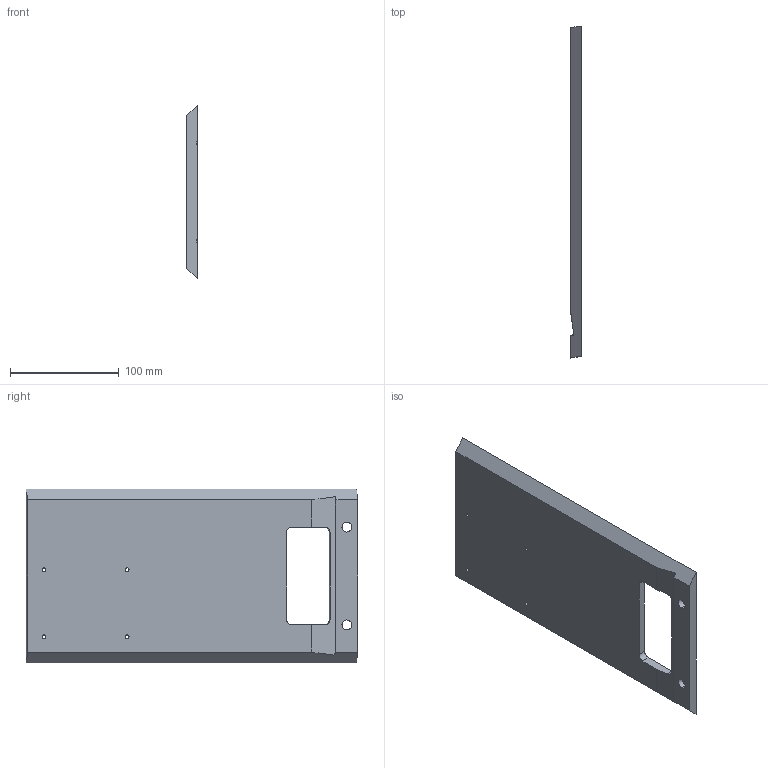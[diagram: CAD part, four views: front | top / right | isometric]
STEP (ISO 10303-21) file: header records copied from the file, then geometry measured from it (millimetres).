
FILE_DESCRIPTION (( 'STEP AP203' ), '1' );
FILE_NAME ('PB4.01.01.011 - side bottom panel.STEP', '2020-04-23T18:57:40', ( '' ), ( '' ), 'SwSTEP 2.0', 'SolidWorks 2018', '' );
FILE_SCHEMA (( 'CONFIG_CONTROL_DESIGN' ));
Length unit declared in the file: millimetre
Products named in the file (1): PB4.01.01.011 - side bottom panel
Bounding box: 10 x 305.41 x 160 mm (x, y, z)
Volume: 413371.1 mm3; surface area: 98687.5 mm2
Topology: 1 solids, 1 shells, 66 faces, 159 edges, 98 vertices
Faces by surface type: cylinder 29, plane 21, cone 12, bspline 4
Entity records: 2397 total; most frequent: CARTESIAN_POINT 762, DIRECTION 324, ORIENTED_EDGE 318, EDGE_CURVE 159, AXIS2_PLACEMENT_3D 122, VERTEX_POINT 98, EDGE_LOOP 83, LINE 80
